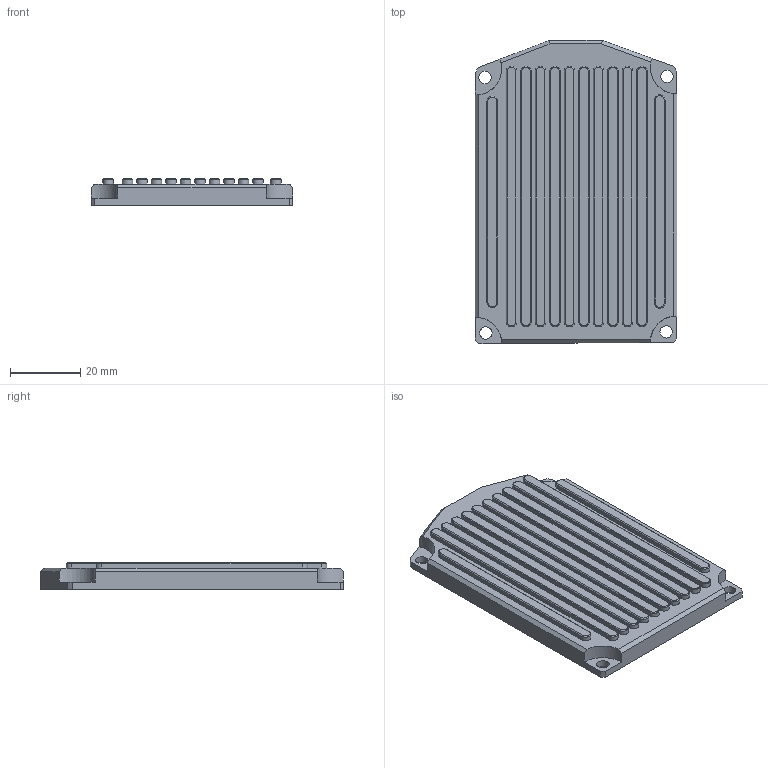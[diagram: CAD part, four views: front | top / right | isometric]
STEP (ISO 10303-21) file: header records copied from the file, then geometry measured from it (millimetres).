
FILE_DESCRIPTION(/* description */ (''),/* implementation_level */ '2;1');
FILE_NAME(/* name */ 'A3M9026 MOD3NS TOP.step',/* time_stamp */ '2025-04-06T18:41:34-05:00',/* author */ (''),/* organization */ (''),/* preprocessor_version */ 'ST-DEVELOPER v20.1',/* originating_system */ 'Autodesk Translation Framework v14.4.0.0',/* authorisation */ '');
FILE_SCHEMA (('AUTOMOTIVE_DESIGN { 1 0 10303 214 3 1 1 }'));
Length unit declared in the file: millimetre
Products named in the file (1): 2025-04-06-18-41-34-117
Bounding box: 57.14 x 86.02 x 7.5 mm (x, y, z)
Volume: 23104.2 mm3; surface area: 13860.6 mm2
Topology: 1 solids, 1 shells, 149 faces, 352 edges, 218 vertices
Faces by surface type: plane 89, cylinder 36, cone 24
Full cylindrical faces by diameter (mm): 3.5 x4
Entity records: 4279 total; most frequent: DIRECTION 756, CARTESIAN_POINT 720, ORIENTED_EDGE 704, EDGE_CURVE 352, AXIS2_PLACEMENT_3D 254, LINE 248, VECTOR 248, VERTEX_POINT 218
